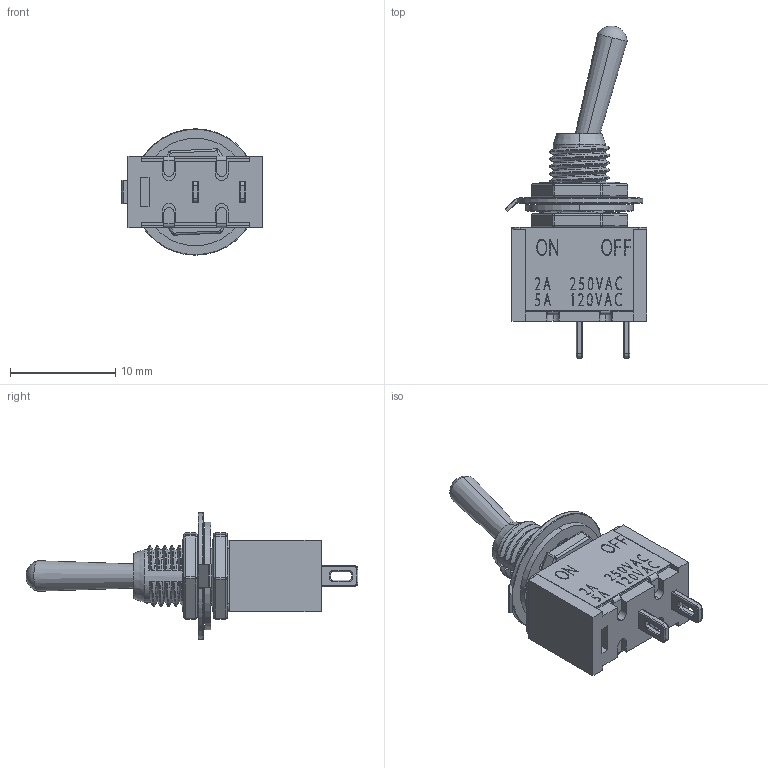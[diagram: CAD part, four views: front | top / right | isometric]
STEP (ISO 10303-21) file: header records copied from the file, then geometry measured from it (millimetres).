
FILE_DESCRIPTION (( 'STEP AP214' ), '1' );
FILE_NAME ('Toggle Switch.STEP', '2026-01-20T04:12:10', ( '' ), ( '' ), 'SwSTEP 2.0', 'SolidWorks 2025', '' );
FILE_SCHEMA (( 'AUTOMOTIVE_DESIGN' ));
Length unit declared in the file: millimetre
Products named in the file (8): ToggleSwitch_SPST_Base; ToggleSwitch_SPST_Terminal; Toggle Switch; ToggleSwitch_SPST_Washer_Toothed; ToggleSwitch_SPST_Lever; ToggleSwitch_SPST_Nut_Sided; ToggleSwitch_SPST_Washer_SingleKey; ToggleSwitch_SPST_BaseCover
Assembly tree (9 placements, depth 2):
  Toggle Switch
    ToggleSwitch_SPST_Base
    ToggleSwitch_SPST_BaseCover
    ToggleSwitch_SPST_Lever
    ToggleSwitch_SPST_Washer_Toothed
    ToggleSwitch_SPST_Washer_SingleKey
    ToggleSwitch_SPST_Terminal  x2
    ToggleSwitch_SPST_Nut_Sided  x2
Bounding box: 13.44 x 31.51 x 12 mm (x, y, z)
Volume: 1019 mm3; surface area: 2206.5 mm2
Topology: 9 solids, 9 shells, 795 faces, 2079 edges, 1311 vertices
Faces by surface type: plane 352, cylinder 205, bspline 157, torus 40, sphere 33, cone 8
Entity records: 38166 total; most frequent: CARTESIAN_POINT 21732, ORIENTED_EDGE 3686, DIRECTION 2890, EDGE_CURVE 1843, VERTEX_POINT 1188, LINE 1092, VECTOR 1092, AXIS2_PLACEMENT_3D 899
